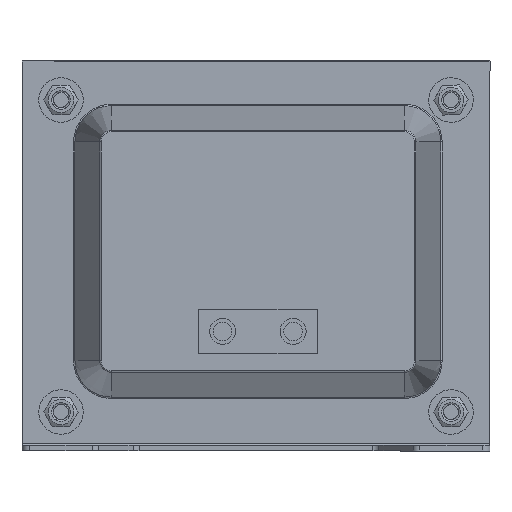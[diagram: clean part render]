
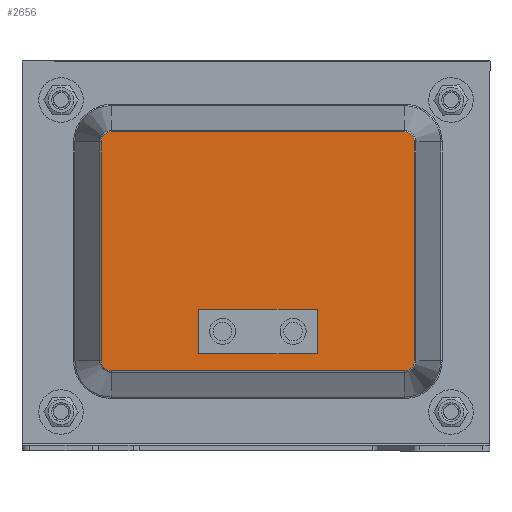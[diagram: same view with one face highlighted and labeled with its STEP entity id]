
A CAD part, front view. The second image highlights one B-rep face of the part: STEP entity #2656.
In plain terms, the highlighted face is planar.
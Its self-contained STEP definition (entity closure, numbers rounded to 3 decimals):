
#186=FACE_BOUND('',#538,.T.);
#254=PLANE('',#3079);
#370=FACE_OUTER_BOUND('',#537,.T.);
#537=EDGE_LOOP('',(#2065,#2066,#2067,#2068,#2069,#2070,#2071,#2072));
#538=EDGE_LOOP('',(#2073,#2074,#2075,#2076));
#673=LINE('',#4141,#876);
#677=LINE('',#4149,#880);
#680=LINE('',#4155,#883);
#683=LINE('',#4160,#886);
#744=LINE('',#4359,#947);
#746=LINE('',#4379,#949);
#749=LINE('',#4386,#952);
#751=LINE('',#4401,#954);
#876=VECTOR('',#3351,10.);
#880=VECTOR('',#3357,10.);
#883=VECTOR('',#3362,10.);
#886=VECTOR('',#3367,10.);
#947=VECTOR('',#3574,10.);
#949=VECTOR('',#3598,10.);
#952=VECTOR('',#3605,10.);
#954=VECTOR('',#3625,10.);
#1102=CIRCLE('',#3054,2.728);
#1106=CIRCLE('',#3059,2.728);
#1110=CIRCLE('',#3066,2.728);
#1114=CIRCLE('',#3071,2.728);
#1199=VERTEX_POINT('',#4139);
#1200=VERTEX_POINT('',#4140);
#1203=VERTEX_POINT('',#4148);
#1205=VERTEX_POINT('',#4154);
#1270=VERTEX_POINT('',#4356);
#1271=VERTEX_POINT('',#4358);
#1274=VERTEX_POINT('',#4365);
#1275=VERTEX_POINT('',#4370);
#1278=VERTEX_POINT('',#4377);
#1279=VERTEX_POINT('',#4382);
#1282=VERTEX_POINT('',#4389);
#1283=VERTEX_POINT('',#4394);
#1434=EDGE_CURVE('',#1199,#1200,#673,.T.);
#1438=EDGE_CURVE('',#1203,#1199,#677,.T.);
#1441=EDGE_CURVE('',#1205,#1203,#680,.T.);
#1444=EDGE_CURVE('',#1200,#1205,#683,.T.);
#1542=EDGE_CURVE('',#1270,#1271,#744,.T.);
#1546=EDGE_CURVE('',#1274,#1270,#1102,.T.);
#1550=EDGE_CURVE('',#1271,#1275,#1106,.T.);
#1552=EDGE_CURVE('',#1278,#1274,#746,.T.);
#1556=EDGE_CURVE('',#1275,#1279,#749,.T.);
#1558=EDGE_CURVE('',#1282,#1278,#1110,.T.);
#1562=EDGE_CURVE('',#1279,#1283,#1114,.T.);
#1564=EDGE_CURVE('',#1283,#1282,#751,.T.);
#2065=ORIENTED_EDGE('',*,*,#1542,.F.);
#2066=ORIENTED_EDGE('',*,*,#1546,.F.);
#2067=ORIENTED_EDGE('',*,*,#1552,.F.);
#2068=ORIENTED_EDGE('',*,*,#1558,.F.);
#2069=ORIENTED_EDGE('',*,*,#1564,.F.);
#2070=ORIENTED_EDGE('',*,*,#1562,.F.);
#2071=ORIENTED_EDGE('',*,*,#1556,.F.);
#2072=ORIENTED_EDGE('',*,*,#1550,.F.);
#2073=ORIENTED_EDGE('',*,*,#1434,.T.);
#2074=ORIENTED_EDGE('',*,*,#1444,.T.);
#2075=ORIENTED_EDGE('',*,*,#1441,.T.);
#2076=ORIENTED_EDGE('',*,*,#1438,.T.);
#2656=ADVANCED_FACE('',(#370,#186),#254,.T.);
#3054=AXIS2_PLACEMENT_3D('',#4367,#3582,#3583);
#3059=AXIS2_PLACEMENT_3D('',#4374,#3592,#3593);
#3066=AXIS2_PLACEMENT_3D('',#4391,#3610,#3611);
#3071=AXIS2_PLACEMENT_3D('',#4398,#3620,#3621);
#3079=AXIS2_PLACEMENT_3D('',#4420,#3645,#3646);
#3351=DIRECTION('',(0.,0.,-1.));
#3357=DIRECTION('',(-1.,0.,0.));
#3362=DIRECTION('',(0.,0.,1.));
#3367=DIRECTION('',(1.,0.,0.));
#3574=DIRECTION('',(1.,0.,0.));
#3582=DIRECTION('center_axis',(0.,-1.,0.));
#3583=DIRECTION('ref_axis',(-0.707,0.,-0.707));
#3592=DIRECTION('center_axis',(0.,-1.,0.));
#3593=DIRECTION('ref_axis',(0.707,0.,-0.707));
#3598=DIRECTION('',(0.,0.,-1.));
#3605=DIRECTION('',(0.,0.,1.));
#3610=DIRECTION('center_axis',(0.,-1.,0.));
#3611=DIRECTION('ref_axis',(-0.707,0.,0.707));
#3620=DIRECTION('center_axis',(0.,-1.,0.));
#3621=DIRECTION('ref_axis',(0.707,0.,0.707));
#3625=DIRECTION('',(-1.,0.,0.));
#3645=DIRECTION('center_axis',(0.,1.,0.));
#3646=DIRECTION('ref_axis',(0.,0.,1.));
#4139=CARTESIAN_POINT('',(-38.208,40.,78.5));
#4140=CARTESIAN_POINT('',(-38.208,40.,46.5));
#4141=CARTESIAN_POINT('',(-38.208,40.,70.5));
#4148=CARTESIAN_POINT('',(-26.208,40.,78.5));
#4149=CARTESIAN_POINT('',(-39.979,40.,78.5));
#4154=CARTESIAN_POINT('',(-26.208,40.,46.5));
#4155=CARTESIAN_POINT('',(-26.208,40.,54.5));
#4160=CARTESIAN_POINT('',(-45.979,40.,46.5));
#4356=CARTESIAN_POINT('',(-83.202,40.,20.32));
#4358=CARTESIAN_POINT('',(-24.298,40.,20.32));
#4359=CARTESIAN_POINT('',(-39.024,40.,20.32));
#4365=CARTESIAN_POINT('',(-85.93,40.,23.048));
#4367=CARTESIAN_POINT('Origin',(-83.202,40.,23.048));
#4370=CARTESIAN_POINT('',(-21.57,40.,23.048));
#4374=CARTESIAN_POINT('Origin',(-24.298,40.,23.048));
#4377=CARTESIAN_POINT('',(-85.93,40.,101.952));
#4379=CARTESIAN_POINT('',(-85.93,40.,42.774));
#4382=CARTESIAN_POINT('',(-21.57,40.,101.952));
#4386=CARTESIAN_POINT('',(-21.57,40.,82.226));
#4389=CARTESIAN_POINT('',(-83.202,40.,104.68));
#4391=CARTESIAN_POINT('Origin',(-83.202,40.,101.952));
#4394=CARTESIAN_POINT('',(-24.298,40.,104.68));
#4398=CARTESIAN_POINT('Origin',(-24.298,40.,101.952));
#4401=CARTESIAN_POINT('',(-68.476,40.,104.68));
#4420=CARTESIAN_POINT('Origin',(-53.75,40.,62.5));
